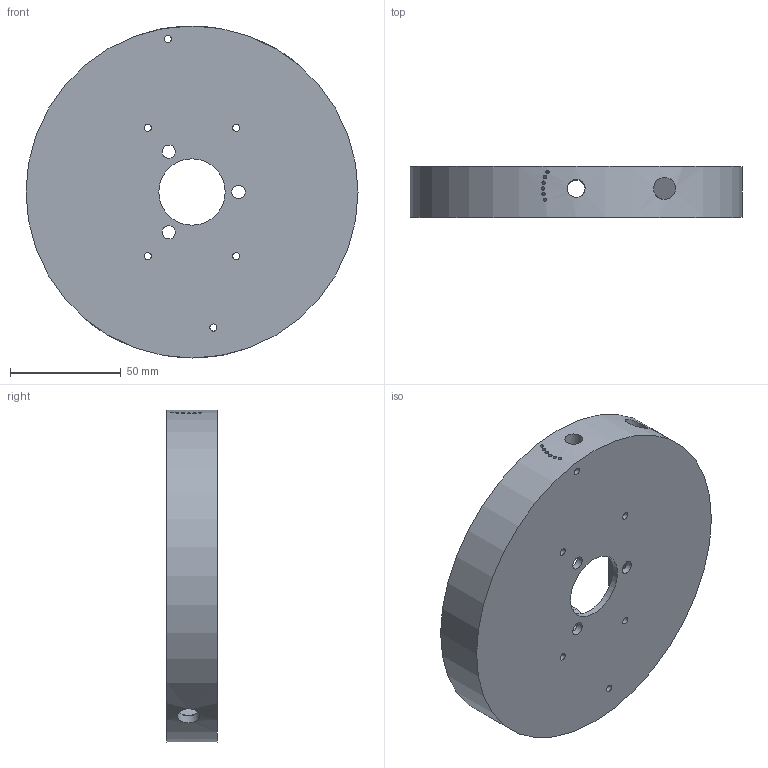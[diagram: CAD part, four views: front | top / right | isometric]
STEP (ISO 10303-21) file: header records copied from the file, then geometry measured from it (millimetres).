
FILE_DESCRIPTION(/* description */ (''),/* implementation_level */ '2;1');
FILE_NAME(/* name */ 'Hub level 1.stp',/* time_stamp */ '2024-08-23T15:39:05+02:00',/* author */ ('Rayde Kruger'),/* organization */ (''),/* preprocessor_version */ 'ST-DEVELOPER v20',/* originating_system */ 'Autodesk Inventor 2025',/* authorisation */ '');
FILE_SCHEMA (('AUTOMOTIVE_DESIGN { 1 0 10303 214 3 1 1 }'));
Length unit declared in the file: millimetre
Products named in the file (1): Hub_Level_1
Bounding box: 150 x 23 x 150 mm (x, y, z)
Volume: 126500 mm3; surface area: 69051.3 mm2
Topology: 1 solids, 1 shells, 208 faces, 568 edges, 377 vertices
Faces by surface type: plane 103, cylinder 95, torus 10
Full cylindrical faces by diameter (mm): 1.5 x12, 2.2 x4, 3 x2, 3.2 x6, 6 x3, 8 x2, 10 x2, 30 x1, 150 x1
Entity records: 7815 total; most frequent: CARTESIAN_POINT 2366, ORIENTED_EDGE 1126, DIRECTION 1070, EDGE_CURVE 563, LINE 366, VECTOR 366, VERTEX_POINT 363, AXIS2_PLACEMENT_3D 352
